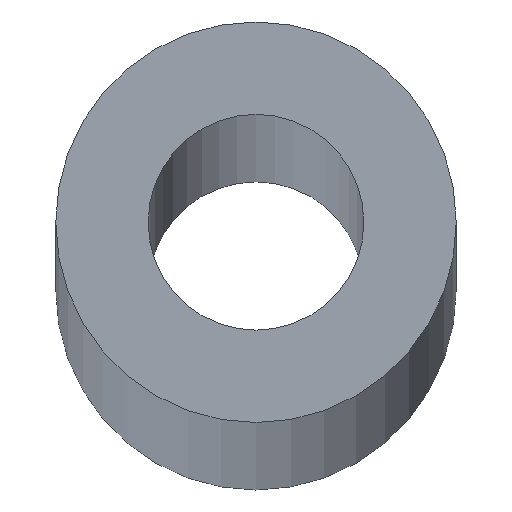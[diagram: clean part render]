
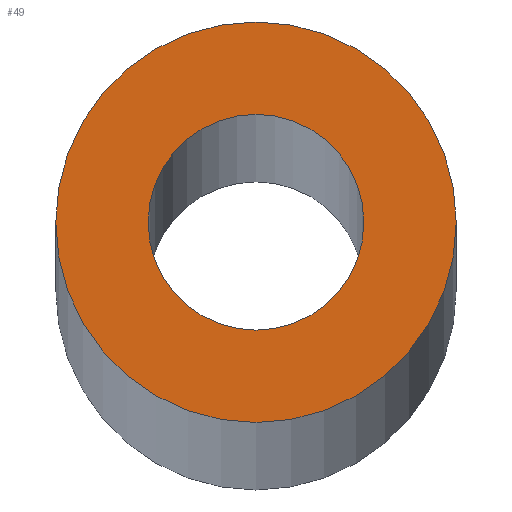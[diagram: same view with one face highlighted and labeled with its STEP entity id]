
A CAD part, top view. The second image highlights one B-rep face of the part: STEP entity #49.
In plain terms, the highlighted planar face has unit normal (0, 0, 1).
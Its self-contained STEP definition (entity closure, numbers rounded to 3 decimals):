
#1 = EDGE_LOOP ( 'NONE', ( #38, #191 ) ) ;
#3 = DIRECTION ( 'NONE',  ( 0., 0., 1. ) ) ;
#5 = DIRECTION ( 'NONE',  ( 1., 0., 0. ) ) ;
#23 = AXIS2_PLACEMENT_3D ( 'NONE', #68, #85, #151 ) ;
#26 = ORIENTED_EDGE ( 'NONE', *, *, #183, .F. ) ;
#27 = AXIS2_PLACEMENT_3D ( 'NONE', #190, #56, #71 ) ;
#37 = AXIS2_PLACEMENT_3D ( 'NONE', #52, #3, #87 ) ;
#38 = ORIENTED_EDGE ( 'NONE', *, *, #43, .T. ) ;
#39 = DIRECTION ( 'NONE',  ( 0., 0., 1. ) ) ;
#43 = EDGE_CURVE ( 'NONE', #75, #182, #174, .T. ) ;
#49 = ADVANCED_FACE ( 'NONE', ( #169, #136 ), #166, .T. ) ;
#52 = CARTESIAN_POINT ( 'NONE',  ( 0., 0., 457.2 ) ) ;
#56 = DIRECTION ( 'NONE',  ( 0., 0., 1. ) ) ;
#57 = CIRCLE ( 'NONE', #27, 4.737 ) ;
#61 = CARTESIAN_POINT ( 'NONE',  ( 0., 0., 457.2 ) ) ;
#68 = CARTESIAN_POINT ( 'NONE',  ( 0., 0., 457.2 ) ) ;
#71 = DIRECTION ( 'NONE',  ( 1., 0., 0. ) ) ;
#75 = VERTEX_POINT ( 'NONE', #131 ) ;
#79 = DIRECTION ( 'NONE',  ( 1., 0., 0. ) ) ;
#81 = EDGE_CURVE ( 'NONE', #182, #75, #57, .T. ) ;
#85 = DIRECTION ( 'NONE',  ( 0., 0., 1. ) ) ;
#87 = DIRECTION ( 'NONE',  ( 1., 0., 0. ) ) ;
#97 = EDGE_CURVE ( 'NONE', #209, #148, #195, .T. ) ;
#112 = CARTESIAN_POINT ( 'NONE',  ( -2.553, 0., 457.2 ) ) ;
#128 = CARTESIAN_POINT ( 'NONE',  ( 0., 0., 457.2 ) ) ;
#131 = CARTESIAN_POINT ( 'NONE',  ( -4.737, 0., 457.2 ) ) ;
#136 = FACE_OUTER_BOUND ( 'NONE', #1, .T. ) ;
#137 = AXIS2_PLACEMENT_3D ( 'NONE', #61, #175, #79 ) ;
#142 = CIRCLE ( 'NONE', #137, 2.553 ) ;
#148 = VERTEX_POINT ( 'NONE', #112 ) ;
#151 = DIRECTION ( 'NONE',  ( 1., 0., 0. ) ) ;
#154 = CARTESIAN_POINT ( 'NONE',  ( 4.737, 0., 457.2 ) ) ;
#157 = CARTESIAN_POINT ( 'NONE',  ( 2.553, 0., 457.2 ) ) ;
#162 = ORIENTED_EDGE ( 'NONE', *, *, #97, .F. ) ;
#166 = PLANE ( 'NONE',  #37 ) ;
#169 = FACE_BOUND ( 'NONE', #187, .T. ) ;
#174 = CIRCLE ( 'NONE', #23, 4.737 ) ;
#175 = DIRECTION ( 'NONE',  ( 0., 0., 1. ) ) ;
#182 = VERTEX_POINT ( 'NONE', #154 ) ;
#183 = EDGE_CURVE ( 'NONE', #148, #209, #142, .T. ) ;
#187 = EDGE_LOOP ( 'NONE', ( #162, #26 ) ) ;
#190 = CARTESIAN_POINT ( 'NONE',  ( 0., 0., 457.2 ) ) ;
#191 = ORIENTED_EDGE ( 'NONE', *, *, #81, .T. ) ;
#195 = CIRCLE ( 'NONE', #214, 2.553 ) ;
#209 = VERTEX_POINT ( 'NONE', #157 ) ;
#214 = AXIS2_PLACEMENT_3D ( 'NONE', #128, #39, #5 ) ;
